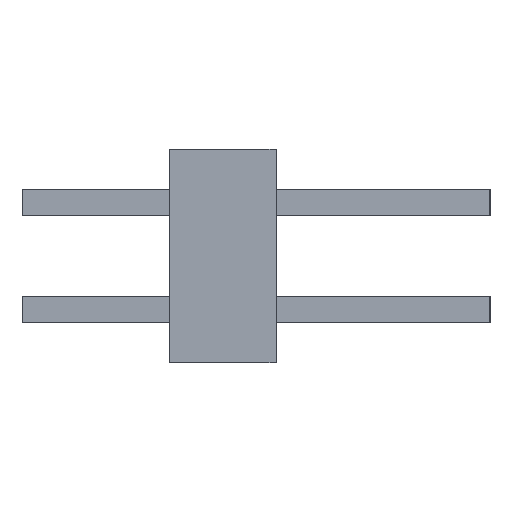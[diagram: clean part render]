
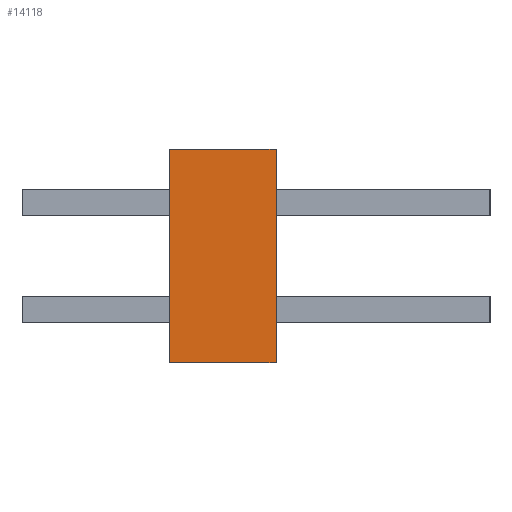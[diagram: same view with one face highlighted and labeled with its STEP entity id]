
A CAD part, left-side view. The second image highlights one B-rep face of the part: STEP entity #14118.
In plain terms, the highlighted planar face has unit normal (-1, 0, 0).
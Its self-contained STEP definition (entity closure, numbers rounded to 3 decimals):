
#123 = EDGE_CURVE ( 'NONE', #11155, #5946, #3838, .T. ) ;
#190 = DIRECTION ( 'NONE',  ( 0., 0., 1. ) ) ;
#210 = ORIENTED_EDGE ( 'NONE', *, *, #11554, .T. ) ;
#1003 = PLANE ( 'NONE',  #13979 ) ;
#1298 = VECTOR ( 'NONE', #7705, 1000. ) ;
#1653 = CARTESIAN_POINT ( 'NONE',  ( -59., -2., 2. ) ) ;
#2319 = ORIENTED_EDGE ( 'NONE', *, *, #13263, .T. ) ;
#2412 = CARTESIAN_POINT ( 'NONE',  ( -59., 0., 2. ) ) ;
#2441 = LINE ( 'NONE', #14112, #9893 ) ;
#2451 = CARTESIAN_POINT ( 'NONE',  ( -59., -2., -2. ) ) ;
#2567 = LINE ( 'NONE', #11212, #15034 ) ;
#2867 = VERTEX_POINT ( 'NONE', #9393 ) ;
#3838 = LINE ( 'NONE', #8116, #6717 ) ;
#4138 = CARTESIAN_POINT ( 'NONE',  ( -59., 0., -2. ) ) ;
#5655 = LINE ( 'NONE', #2451, #1298 ) ;
#5946 = VERTEX_POINT ( 'NONE', #2412 ) ;
#6717 = VECTOR ( 'NONE', #190, 1000. ) ;
#6969 = ORIENTED_EDGE ( 'NONE', *, *, #15759, .F. ) ;
#7705 = DIRECTION ( 'NONE',  ( 0., 1., 0. ) ) ;
#8116 = CARTESIAN_POINT ( 'NONE',  ( -59., 0., 2. ) ) ;
#9085 = EDGE_LOOP ( 'NONE', ( #10340, #6969, #2319, #210 ) ) ;
#9393 = CARTESIAN_POINT ( 'NONE',  ( -59., -2., -2. ) ) ;
#9893 = VECTOR ( 'NONE', #17027, 1000. ) ;
#10340 = ORIENTED_EDGE ( 'NONE', *, *, #123, .F. ) ;
#10708 = VERTEX_POINT ( 'NONE', #1653 ) ;
#11155 = VERTEX_POINT ( 'NONE', #4138 ) ;
#11212 = CARTESIAN_POINT ( 'NONE',  ( -59., -2., 2. ) ) ;
#11421 = DIRECTION ( 'NONE',  ( -1., 0., 0. ) ) ;
#11537 = CARTESIAN_POINT ( 'NONE',  ( -59., -2., 2. ) ) ;
#11554 = EDGE_CURVE ( 'NONE', #10708, #5946, #2441, .T. ) ;
#13180 = FACE_OUTER_BOUND ( 'NONE', #9085, .T. ) ;
#13263 = EDGE_CURVE ( 'NONE', #2867, #10708, #2567, .T. ) ;
#13979 = AXIS2_PLACEMENT_3D ( 'NONE', #11537, #11421, #15404 ) ;
#14112 = CARTESIAN_POINT ( 'NONE',  ( -59., -2., 2. ) ) ;
#14118 = ADVANCED_FACE ( 'NONE', ( #13180 ), #1003, .T. ) ;
#15034 = VECTOR ( 'NONE', #16456, 1000. ) ;
#15404 = DIRECTION ( 'NONE',  ( 0., 0., 1. ) ) ;
#15759 = EDGE_CURVE ( 'NONE', #2867, #11155, #5655, .T. ) ;
#16456 = DIRECTION ( 'NONE',  ( 0., 0., 1. ) ) ;
#17027 = DIRECTION ( 'NONE',  ( 0., 1., 0. ) ) ;
